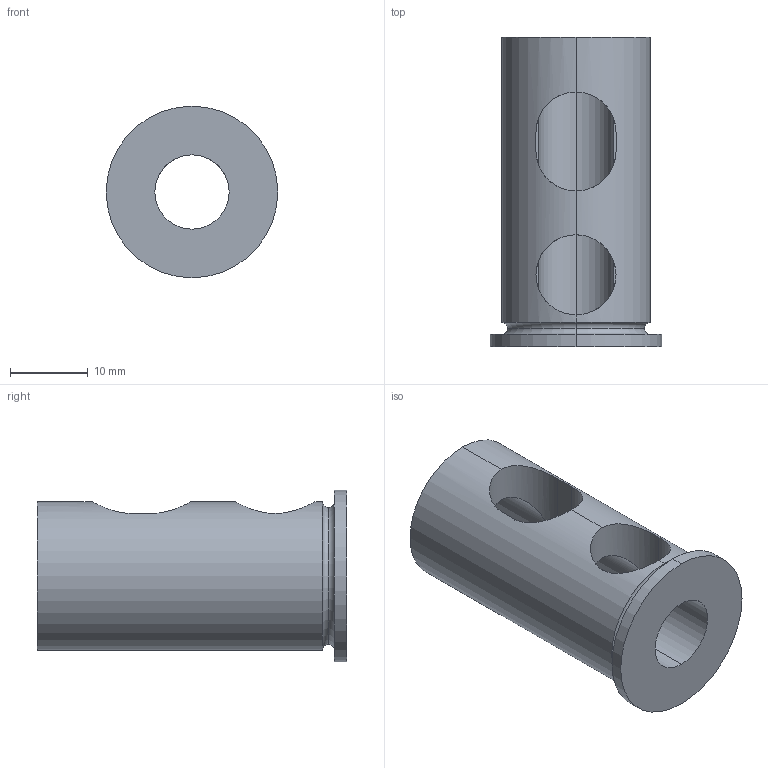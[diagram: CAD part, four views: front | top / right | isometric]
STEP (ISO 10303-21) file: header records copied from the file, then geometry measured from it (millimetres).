
FILE_DESCRIPTION (( 'STEP AP214' ), '1' );
FILE_NAME ('Reduction Sleeves.STEP', '2024-08-27T20:41:34', ( '' ), ( '' ), 'SwSTEP 2.0', 'SolidWorks 2022', '' );
FILE_SCHEMA (( 'AUTOMOTIVE_DESIGN' ));
Length unit declared in the file: inch
Products named in the file (1): Reduction Sleeves
Bounding box: 22 x 39.69 x 22 mm (x, y, z)
Volume: 7553.3 mm3; surface area: 4224 mm2
Topology: 1 solids, 1 shells, 23 faces, 68 edges, 44 vertices
Faces by surface type: cylinder 10, plane 9, torus 4
Entity records: 1126 total; most frequent: CARTESIAN_POINT 464, ORIENTED_EDGE 136, DIRECTION 128, EDGE_CURVE 68, AXIS2_PLACEMENT_3D 52, VERTEX_POINT 44, CIRCLE 28, EDGE_LOOP 26
